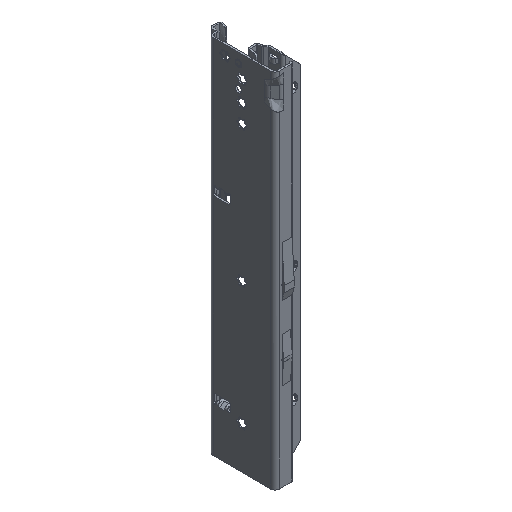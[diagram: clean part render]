
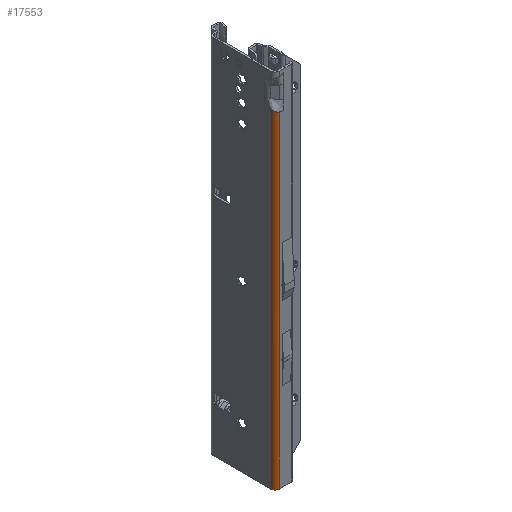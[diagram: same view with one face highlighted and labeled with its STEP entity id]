
A CAD part, isometric view. The second image highlights one B-rep face of the part: STEP entity #17553.
In plain terms, the highlighted cylindrical face has radius 3.5 mm (diameter 7 mm), a partial arc.
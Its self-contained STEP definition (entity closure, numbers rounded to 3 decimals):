
#1737 = CARTESIAN_POINT ( 'NONE',  ( 2., -29.365, -29.389 ) ) ;
#1985 = EDGE_CURVE ( 'NONE', #18304, #18270, #18535, .T. ) ;
#2262 = CARTESIAN_POINT ( 'NONE',  ( 2., -29.365, -300. ) ) ;
#2957 = CYLINDRICAL_SURFACE ( 'NONE', #5690, 3.5 ) ;
#4357 = EDGE_LOOP ( 'NONE', ( #11910, #28064, #5153, #31435 ) ) ;
#4559 = EDGE_CURVE ( 'NONE', #18304, #6324, #11467, .T. ) ;
#4808 = FACE_OUTER_BOUND ( 'NONE', #4357, .T. ) ;
#5153 = ORIENTED_EDGE ( 'NONE', *, *, #1985, .T. ) ;
#5690 = AXIS2_PLACEMENT_3D ( 'NONE', #26079, #35025, #29065 ) ;
#6324 = VERTEX_POINT ( 'NONE', #8960 ) ;
#6451 = AXIS2_PLACEMENT_3D ( 'NONE', #21960, #13004, #25136 ) ;
#6539 = VECTOR ( 'NONE', #24015, 1000. ) ;
#7821 = CARTESIAN_POINT ( 'NONE',  ( 0.537, -29.146, -29.002 ) ) ;
#7976 = EDGE_CURVE ( 'NONE', #6324, #11064, #24215, .T. ) ;
#8960 = CARTESIAN_POINT ( 'NONE',  ( -1.5, -25.865, -27.076 ) ) ;
#10802 = CARTESIAN_POINT ( 'NONE',  ( -1.5, -25.865, -27.076 ) ) ;
#11064 = VERTEX_POINT ( 'NONE', #1737 ) ;
#11467 = LINE ( 'NONE', #35717, #37035 ) ;
#11910 = ORIENTED_EDGE ( 'NONE', *, *, #7976, .F. ) ;
#13004 = DIRECTION ( 'NONE',  ( 0., 0., 1. ) ) ;
#14901 = CARTESIAN_POINT ( 'NONE',  ( 2., -29.365, 0. ) ) ;
#17553 = ADVANCED_FACE ( 'NONE', ( #4808 ), #2957, .T. ) ;
#18268 = LINE ( 'NONE', #14901, #6539 ) ;
#18270 = VERTEX_POINT ( 'NONE', #2262 ) ;
#18304 = VERTEX_POINT ( 'NONE', #23165 ) ;
#18535 = CIRCLE ( 'NONE', #6451, 3.5 ) ;
#20164 = CARTESIAN_POINT ( 'NONE',  ( -1.312, -27.235, -27.752 ) ) ;
#21960 = CARTESIAN_POINT ( 'NONE',  ( 2., -25.865, -300. ) ) ;
#23165 = CARTESIAN_POINT ( 'NONE',  ( -1.5, -25.865, -300. ) ) ;
#23327 = CARTESIAN_POINT ( 'NONE',  ( -1.5, -26.337, -27.296 ) ) ;
#23594 = DIRECTION ( 'NONE',  ( 0., 0., 1. ) ) ;
#23644 = EDGE_CURVE ( 'NONE', #18270, #11064, #18268, .T. ) ;
#24015 = DIRECTION ( 'NONE',  ( 0., 0., 1. ) ) ;
#24215 = B_SPLINE_CURVE_WITH_KNOTS ( 'NONE', 3,
 ( #10802, #23327, #20164, #35057, #7821, #38447, #26316 ),
 .UNSPECIFIED., .F., .F.,
 ( 4, 1, 1, 1, 4 ),
 ( 0.352, 0.457, 0.562, 0.666, 0.771 ),
 .UNSPECIFIED. ) ;
#25136 = DIRECTION ( 'NONE',  ( 1., 0., 0. ) ) ;
#26079 = CARTESIAN_POINT ( 'NONE',  ( 2., -25.865, -450.031 ) ) ;
#26316 = CARTESIAN_POINT ( 'NONE',  ( 2., -29.365, -29.389 ) ) ;
#28064 = ORIENTED_EDGE ( 'NONE', *, *, #4559, .F. ) ;
#29065 = DIRECTION ( 'NONE',  ( 1., 0., 0. ) ) ;
#31435 = ORIENTED_EDGE ( 'NONE', *, *, #23644, .T. ) ;
#35025 = DIRECTION ( 'NONE',  ( 0., 0., 1. ) ) ;
#35057 = CARTESIAN_POINT ( 'NONE',  ( -0.58, -28.352, -28.415 ) ) ;
#35717 = CARTESIAN_POINT ( 'NONE',  ( -1.5, -25.865, -300. ) ) ;
#37035 = VECTOR ( 'NONE', #23594, 1000. ) ;
#38447 = CARTESIAN_POINT ( 'NONE',  ( 1.495, -29.365, -29.291 ) ) ;
